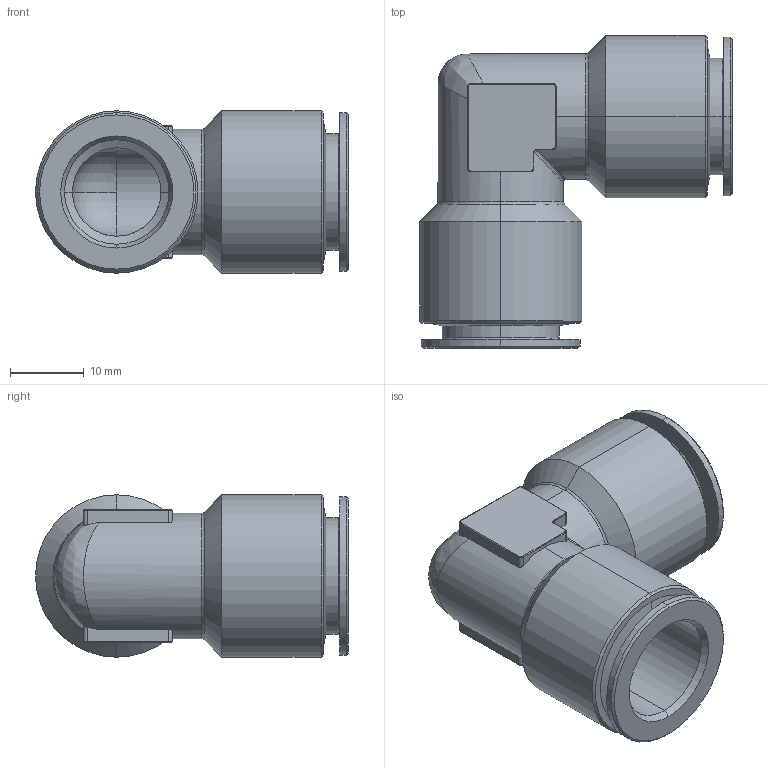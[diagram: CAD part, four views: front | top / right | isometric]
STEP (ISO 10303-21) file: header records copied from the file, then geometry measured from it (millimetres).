
FILE_DESCRIPTION (( 'STEP AP203' ), '1' );
FILE_NAME ('A0180070.STEP', '2015-05-27T12:53:15', ( 'Gabriele' ), ( '' ), 'SwSTEP 2.0', 'SolidWorks 2011', '' );
FILE_SCHEMA (( 'CONFIG_CONTROL_DESIGN' ));
Length unit declared in the file: millimetre
Products named in the file (1): A0180070
Bounding box: 42.4 x 42.4 x 22 mm (x, y, z)
Volume: 10200.2 mm3; surface area: 7748 mm2
Topology: 1 solids, 1 shells, 116 faces, 272 edges, 160 vertices
Faces by surface type: cylinder 48, cone 28, plane 20, torus 16, sphere 2, bspline 2
Entity records: 3586 total; most frequent: CARTESIAN_POINT 824, DIRECTION 612, ORIENTED_EDGE 540, EDGE_CURVE 270, AXIS2_PLACEMENT_3D 252, VERTEX_POINT 160, CIRCLE 137, EDGE_LOOP 122
